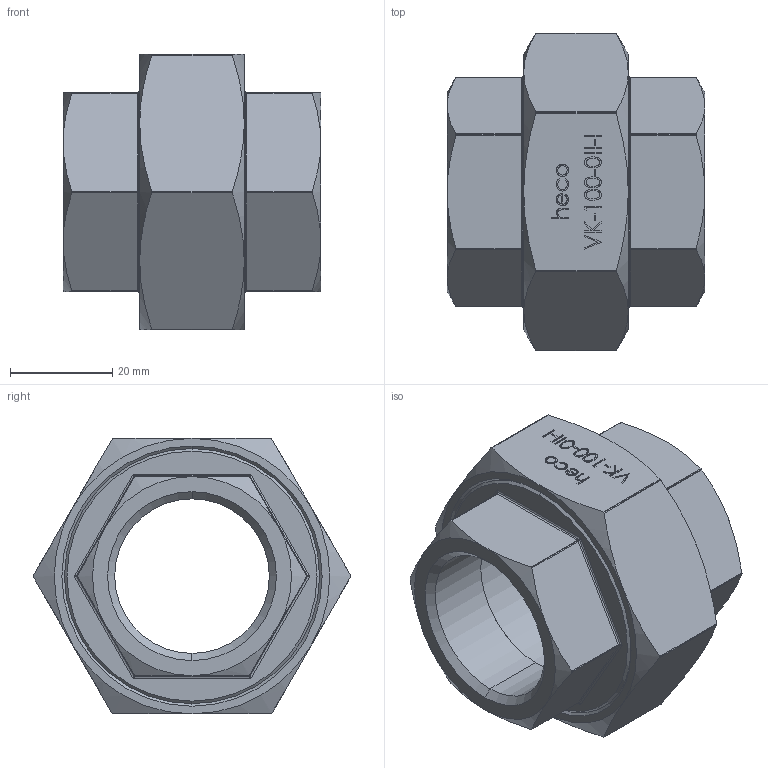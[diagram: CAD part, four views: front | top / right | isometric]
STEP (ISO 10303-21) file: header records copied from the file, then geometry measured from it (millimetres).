
FILE_DESCRIPTION (( 'STEP AP214' ), '1' );
FILE_NAME ('heco_VK-100-0II-I.STEP', '2016-09-23T08:10:52', ( '' ), ( '' ), 'SwSTEP 2.0', 'SolidWorks 2016', '' );
FILE_SCHEMA (( 'AUTOMOTIVE_DESIGN' ));
Length unit declared in the file: millimetre
Products named in the file (1): heco_VK-100-0II-I
Bounding box: 50.5 x 62.26 x 54.05 mm (x, y, z)
Volume: 48375 mm3; surface area: 16652.6 mm2
Topology: 1 solids, 1 shells, 292 faces, 725 edges, 452 vertices
Faces by surface type: plane 110, bspline 74, cylinder 72, cone 36
Entity records: 14177 total; most frequent: CARTESIAN_POINT 6552, ORIENTED_EDGE 1426, DIRECTION 921, EDGE_CURVE 713, VERTEX_POINT 452, LINE 359, VECTOR 359, EDGE_LOOP 323
